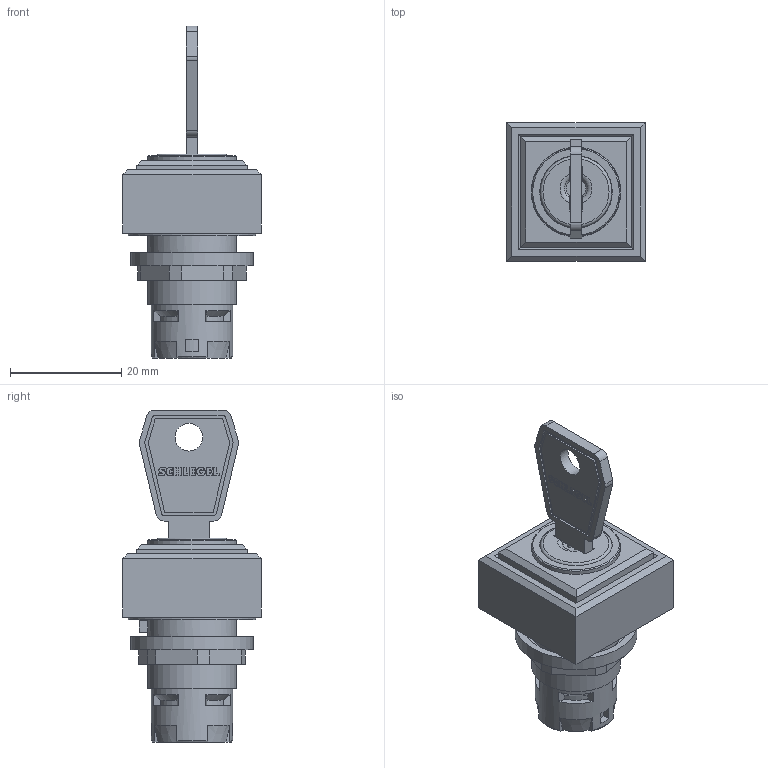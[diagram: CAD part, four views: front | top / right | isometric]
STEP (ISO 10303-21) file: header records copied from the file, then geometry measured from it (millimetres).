
FILE_DESCRIPTION(/* description */ (''),/* implementation_level */ '2;1');
FILE_NAME(/* name */ 'QXSS(DG)A12E.stp',/* time_stamp */ '2020-09-17T13:40:06+02:00',/* author */ ('thagel'),/* organization */ (''),/* preprocessor_version */ 'ST-DEVELOPER v17.2',/* originating_system */ 'Autodesk Inventor 2019',/* authorisation */ '');
FILE_SCHEMA (('AUTOMOTIVE_DESIGN { 1 0 10303 214 3 1 1 }'));
Length unit declared in the file: millimetre
Products named in the file (1): QXSSA12E
Bounding box: 24.95 x 24.95 x 59.8 mm (x, y, z)
Volume: 13110.8 mm3; surface area: 5995.4 mm2
Topology: 1 solids, 6 shells, 768 faces, 2141 edges, 1428 vertices
Faces by surface type: plane 697, cylinder 49, cone 14, torus 6, sphere 2
Full cylindrical faces by diameter (mm): 2 x4, 3 x4, 5 x1, 12.1 x1, 12.9 x1, 13.05 x1, 14.65 x1, 16 x3, 16.15 x2, 16.5 x1, 19.5 x1, 22 x1, 23 x1
Entity records: 24308 total; most frequent: CARTESIAN_POINT 4418, ORIENTED_EDGE 4282, DIRECTION 3823, EDGE_CURVE 2141, LINE 1937, VECTOR 1937, VERTEX_POINT 1428, AXIS2_PLACEMENT_3D 943
